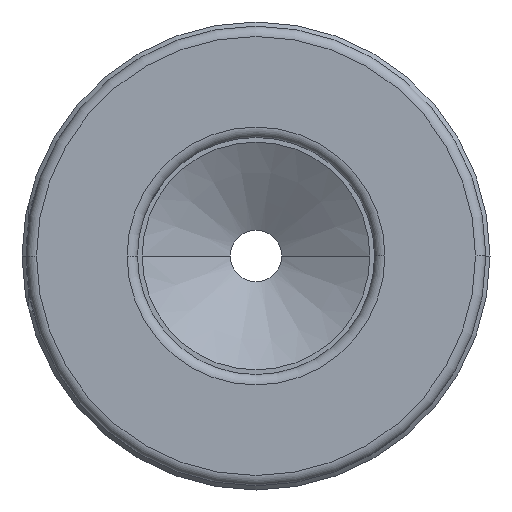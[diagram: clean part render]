
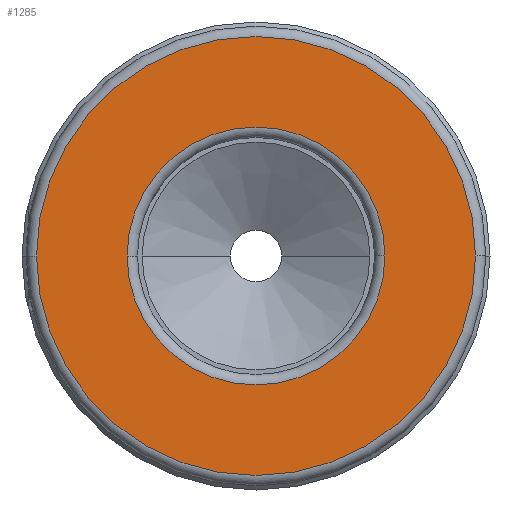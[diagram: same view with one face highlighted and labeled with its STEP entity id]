
A CAD part, front view. The second image highlights one B-rep face of the part: STEP entity #1285.
In plain terms, the highlighted planar face has unit normal (0, -1, 0).
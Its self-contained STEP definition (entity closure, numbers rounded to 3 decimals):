
#7=CARTESIAN_POINT('',(0.,-25.,0.));
#8=DIRECTION('',(0.,1.,0.));
#9=DIRECTION('',(-1.,0.,0.));
#10=AXIS2_PLACEMENT_3D('',#7,#8,#9);
#408=CARTESIAN_POINT('',(0.,-25.,0.));
#409=DIRECTION('',(0.,1.,0.));
#410=DIRECTION('',(1.,0.,0.));
#411=AXIS2_PLACEMENT_3D('',#408,#409,#410);
#1024=CARTESIAN_POINT('',(0.,-25.,0.));
#1025=DIRECTION('',(0.,1.,0.));
#1026=DIRECTION('',(1.,0.,0.));
#1027=AXIS2_PLACEMENT_3D('',#1024,#1025,#1026);
#1039=CARTESIAN_POINT('',(0.,-25.,0.));
#1040=DIRECTION('',(0.,1.,0.));
#1041=DIRECTION('',(-1.,0.,0.));
#1042=AXIS2_PLACEMENT_3D('',#1039,#1040,#1041);
#1114=CARTESIAN_POINT('',(-6.225,-25.,0.));
#1115=CARTESIAN_POINT('',(6.225,-25.,0.));
#1116=VERTEX_POINT('',#1114);
#1117=VERTEX_POINT('',#1115);
#1148=CARTESIAN_POINT('',(-10.6,-25.,0.));
#1149=CARTESIAN_POINT('',(10.6,-25.,0.));
#1150=VERTEX_POINT('',#1148);
#1151=VERTEX_POINT('',#1149);
#1268=CARTESIAN_POINT('',(0.,-25.,0.));
#1269=DIRECTION('',(0.,-1.,0.));
#1270=DIRECTION('',(-1.,0.,0.));
#1271=AXIS2_PLACEMENT_3D('',#1268,#1269,#1270);
#1272=PLANE('',#1271);
#1274=ORIENTED_EDGE('',*,*,#1273,.T.);
#1276=ORIENTED_EDGE('',*,*,#1275,.T.);
#1277=EDGE_LOOP('',(#1274,#1276));
#1278=FACE_OUTER_BOUND('',#1277,.F.);
#1280=ORIENTED_EDGE('',*,*,#1279,.F.);
#1282=ORIENTED_EDGE('',*,*,#1281,.F.);
#1283=EDGE_LOOP('',(#1280,#1282));
#1284=FACE_BOUND('',#1283,.F.);
#1285=ADVANCED_FACE('',(#1278,#1284),#1272,.T.);
#11=CIRCLE('',#10,10.6);
#412=CIRCLE('',#411,10.6);
#1028=CIRCLE('',#1027,6.225);
#1043=CIRCLE('',#1042,6.225);
#1273=EDGE_CURVE('',#1150,#1151,#11,.T.);
#1275=EDGE_CURVE('',#1151,#1150,#412,.T.);
#1279=EDGE_CURVE('',#1116,#1117,#1043,.T.);
#1281=EDGE_CURVE('',#1117,#1116,#1028,.T.);
